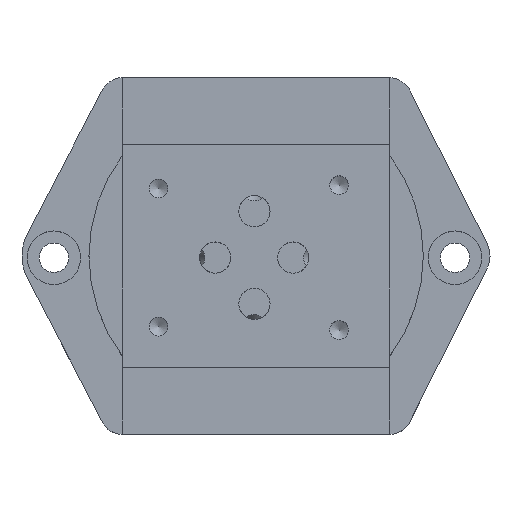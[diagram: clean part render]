
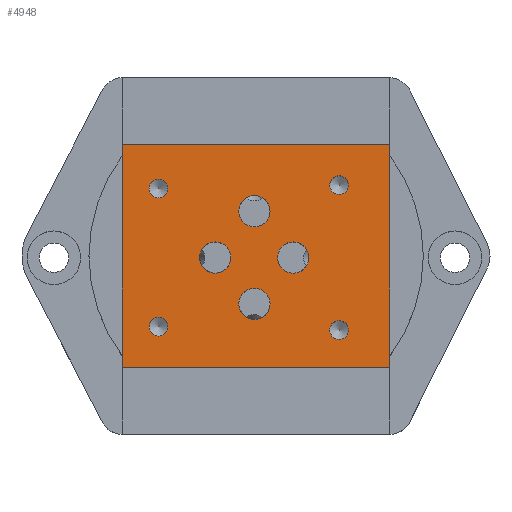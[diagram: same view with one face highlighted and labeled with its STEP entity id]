
A CAD part, top view. The second image highlights one B-rep face of the part: STEP entity #4948.
In plain terms, the highlighted planar face has unit normal (0, 0, 1).
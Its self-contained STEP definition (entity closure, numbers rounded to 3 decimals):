
#431=CARTESIAN_POINT('',(47.2,40.0,30.0));
#432=VERTEX_POINT('',#431);
#433=CARTESIAN_POINT('',(43.7,40.0,30.0));
#434=DIRECTION('',(0.0,0.0,-1.0));
#435=DIRECTION('',(-1.0,0.0,0.0));
#436=AXIS2_PLACEMENT_3D('',#433,#434,#435);
#437=CIRCLE('',#436,3.5);
#438=EDGE_CURVE('',#432,#432,#437,.T.);
#519=CARTESIAN_POINT('',(64.7,40.0,30.0));
#520=VERTEX_POINT('',#519);
#521=CARTESIAN_POINT('',(61.2,40.0,30.0));
#522=DIRECTION('',(0.0,0.0,-1.0));
#523=DIRECTION('',(-1.0,0.0,0.0));
#524=AXIS2_PLACEMENT_3D('',#521,#522,#523);
#525=CIRCLE('',#524,3.5);
#526=EDGE_CURVE('',#520,#520,#525,.T.);
#607=CARTESIAN_POINT('',(56.0,29.6,30.0));
#608=VERTEX_POINT('',#607);
#609=CARTESIAN_POINT('',(52.5,29.6,30.0));
#610=DIRECTION('',(0.0,0.0,-1.0));
#611=DIRECTION('',(-1.0,0.0,0.0));
#612=AXIS2_PLACEMENT_3D('',#609,#610,#611);
#613=CIRCLE('',#612,3.5);
#614=EDGE_CURVE('',#608,#608,#613,.T.);
#695=CARTESIAN_POINT('',(56.0,50.4,30.0));
#696=VERTEX_POINT('',#695);
#697=CARTESIAN_POINT('',(52.5,50.4,30.0));
#698=DIRECTION('',(0.0,0.0,-1.0));
#699=DIRECTION('',(-1.0,0.0,0.0));
#700=AXIS2_PLACEMENT_3D('',#697,#698,#699);
#701=CIRCLE('',#700,3.5);
#702=EDGE_CURVE('',#696,#696,#701,.T.);
#797=CARTESIAN_POINT('',(82.851,15.383,30.0));
#798=VERTEX_POINT('',#797);
#805=CARTESIAN_POINT('',(22.851,15.383,30.0));
#806=VERTEX_POINT('',#805);
#807=CARTESIAN_POINT('',(22.851,15.383,30.0));
#808=DIRECTION('',(1.0,0.0,0.0));
#809=VECTOR('',#808,60.);
#810=LINE('',#807,#809);
#811=EDGE_CURVE('',#806,#798,#810,.T.);
#868=CARTESIAN_POINT('',(22.851,65.383,30.0));
#869=VERTEX_POINT('',#868);
#876=CARTESIAN_POINT('',(82.851,65.383,30.0));
#877=VERTEX_POINT('',#876);
#878=CARTESIAN_POINT('',(82.851,65.383,30.0));
#879=DIRECTION('',(-1.0,0.0,0.0));
#880=VECTOR('',#879,60.0);
#881=LINE('',#878,#880);
#882=EDGE_CURVE('',#877,#869,#881,.T.);
#981=CARTESIAN_POINT('',(82.851,15.383,30.0));
#982=DIRECTION('',(0.0,1.0,0.0));
#983=VECTOR('',#982,50.);
#984=LINE('',#981,#983);
#985=EDGE_CURVE('',#798,#877,#984,.T.);
#1002=CARTESIAN_POINT('',(22.851,65.383,30.0));
#1003=DIRECTION('',(0.0,-1.0,0.0));
#1004=VECTOR('',#1003,50.);
#1005=LINE('',#1002,#1004);
#1006=EDGE_CURVE('',#869,#806,#1005,.T.);
#4632=CARTESIAN_POINT('',(73.6,23.75,30.0));
#4633=VERTEX_POINT('',#4632);
#4634=CARTESIAN_POINT('',(71.5,23.75,30.0));
#4635=DIRECTION('',(0.0,0.0,-1.0));
#4636=DIRECTION('',(1.0,0.0,0.0));
#4637=AXIS2_PLACEMENT_3D('',#4634,#4635,#4636);
#4638=CIRCLE('',#4637,2.1);
#4639=EDGE_CURVE('',#4633,#4633,#4638,.T.);
#4669=CARTESIAN_POINT('',(33.1,24.5,30.0));
#4670=VERTEX_POINT('',#4669);
#4671=CARTESIAN_POINT('',(31.0,24.5,30.0));
#4672=DIRECTION('',(0.0,0.0,-1.0));
#4673=DIRECTION('',(1.0,0.0,0.0));
#4674=AXIS2_PLACEMENT_3D('',#4671,#4672,#4673);
#4675=CIRCLE('',#4674,2.1);
#4676=EDGE_CURVE('',#4670,#4670,#4675,.T.);
#4706=CARTESIAN_POINT('',(73.6,56.25,30.0));
#4707=VERTEX_POINT('',#4706);
#4708=CARTESIAN_POINT('',(71.5,56.25,30.0));
#4709=DIRECTION('',(0.0,0.0,-1.0));
#4710=DIRECTION('',(1.0,0.0,0.0));
#4711=AXIS2_PLACEMENT_3D('',#4708,#4709,#4710);
#4712=CIRCLE('',#4711,2.1);
#4713=EDGE_CURVE('',#4707,#4707,#4712,.T.);
#4743=CARTESIAN_POINT('',(33.1,55.5,30.0));
#4744=VERTEX_POINT('',#4743);
#4745=CARTESIAN_POINT('',(31.0,55.5,30.0));
#4746=DIRECTION('',(0.0,0.0,-1.0));
#4747=DIRECTION('',(1.0,0.0,0.0));
#4748=AXIS2_PLACEMENT_3D('',#4745,#4746,#4747);
#4749=CIRCLE('',#4748,2.1);
#4750=EDGE_CURVE('',#4744,#4744,#4749,.T.);
#4913=CARTESIAN_POINT('',(52.76,40.383,30.0));
#4914=DIRECTION('',(0.0,0.0,1.0));
#4915=DIRECTION('',(1.0,0.0,0.0));
#4916=AXIS2_PLACEMENT_3D('',#4913,#4914,#4915);
#4917=PLANE('',#4916);
#4918=ORIENTED_EDGE('',*,*,#811,.T.);
#4919=ORIENTED_EDGE('',*,*,#985,.T.);
#4920=ORIENTED_EDGE('',*,*,#882,.T.);
#4921=ORIENTED_EDGE('',*,*,#1006,.T.);
#4922=EDGE_LOOP('',(#4918,#4919,#4920,#4921));
#4923=FACE_OUTER_BOUND('',#4922,.T.);
#4924=ORIENTED_EDGE('',*,*,#438,.T.);
#4925=EDGE_LOOP('',(#4924));
#4926=FACE_BOUND('',#4925,.T.);
#4927=ORIENTED_EDGE('',*,*,#526,.T.);
#4928=EDGE_LOOP('',(#4927));
#4929=FACE_BOUND('',#4928,.T.);
#4930=ORIENTED_EDGE('',*,*,#614,.T.);
#4931=EDGE_LOOP('',(#4930));
#4932=FACE_BOUND('',#4931,.T.);
#4933=ORIENTED_EDGE('',*,*,#702,.T.);
#4934=EDGE_LOOP('',(#4933));
#4935=FACE_BOUND('',#4934,.T.);
#4936=ORIENTED_EDGE('',*,*,#4639,.T.);
#4937=EDGE_LOOP('',(#4936));
#4938=FACE_BOUND('',#4937,.T.);
#4939=ORIENTED_EDGE('',*,*,#4676,.T.);
#4940=EDGE_LOOP('',(#4939));
#4941=FACE_BOUND('',#4940,.T.);
#4942=ORIENTED_EDGE('',*,*,#4713,.T.);
#4943=EDGE_LOOP('',(#4942));
#4944=FACE_BOUND('',#4943,.T.);
#4945=ORIENTED_EDGE('',*,*,#4750,.T.);
#4946=EDGE_LOOP('',(#4945));
#4947=FACE_BOUND('',#4946,.T.);
#4948=ADVANCED_FACE('',(#4923,#4926,#4929,#4932,#4935,#4938,#4941,#4944,#4947),#4917,.T.);
